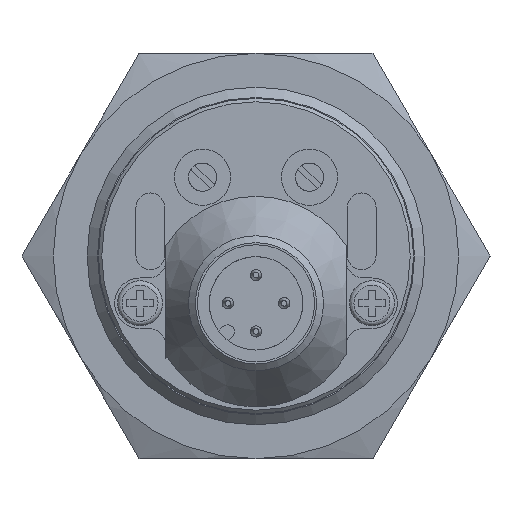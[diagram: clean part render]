
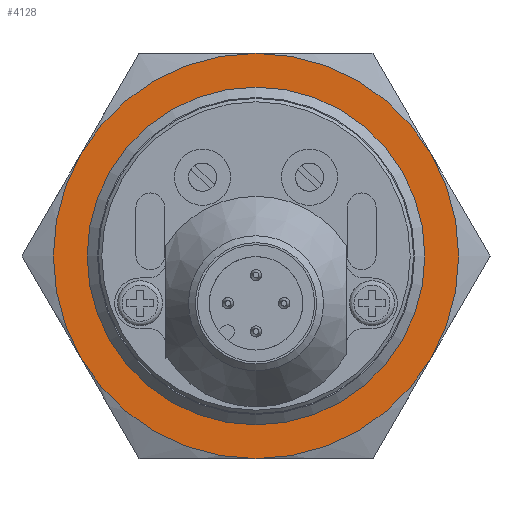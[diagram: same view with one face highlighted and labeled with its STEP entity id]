
A CAD part, left-side view. The second image highlights one B-rep face of the part: STEP entity #4128.
In plain terms, the highlighted face is planar.
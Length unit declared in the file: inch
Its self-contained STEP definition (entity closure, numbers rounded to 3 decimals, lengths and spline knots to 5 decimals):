
#76 = CIRCLE ( 'NONE', #1740, 0.70866 ) ;
#248 = DIRECTION ( 'NONE',  ( 0., 0., 1. ) ) ;
#631 = DIRECTION ( 'NONE',  ( 0., 1., 0. ) ) ;
#685 = AXIS2_PLACEMENT_3D ( 'NONE', #4130, #5247, #248 ) ;
#817 = EDGE_CURVE ( 'NONE', #5052, #1513, #5519, .T. ) ;
#878 = CARTESIAN_POINT ( 'NONE',  ( 0., 1.94882, 0. ) ) ;
#896 = FACE_OUTER_BOUND ( 'NONE', #3089, .T. ) ;
#1143 = DIRECTION ( 'NONE',  ( -1., 0., 0. ) ) ;
#1247 = EDGE_CURVE ( 'NONE', #6113, #1691, #6556, .T. ) ;
#1362 = CARTESIAN_POINT ( 'NONE',  ( -0.61372, 1.94882, 0.35433 ) ) ;
#1399 = AXIS2_PLACEMENT_3D ( 'NONE', #5120, #631, #5581 ) ;
#1513 = VERTEX_POINT ( 'NONE', #3387 ) ;
#1691 = VERTEX_POINT ( 'NONE', #6771 ) ;
#1740 = AXIS2_PLACEMENT_3D ( 'NONE', #6606, #6565, #5476 ) ;
#1784 = DIRECTION ( 'NONE',  ( 0., 0., -1. ) ) ;
#1903 = EDGE_LOOP ( 'NONE', ( #7205 ) ) ;
#2003 = FACE_BOUND ( 'NONE', #1903, .T. ) ;
#2184 = CIRCLE ( 'NONE', #5888, 0.59055 ) ;
#2203 = DIRECTION ( 'NONE',  ( 0., 1., 0. ) ) ;
#2345 = ORIENTED_EDGE ( 'NONE', *, *, #6704, .F. ) ;
#2374 = ORIENTED_EDGE ( 'NONE', *, *, #1247, .F. ) ;
#2390 = VERTEX_POINT ( 'NONE', #4600 ) ;
#2497 = DIRECTION ( 'NONE',  ( 0., 0., 1. ) ) ;
#2517 = CARTESIAN_POINT ( 'NONE',  ( 0., 1.94882, 0.70866 ) ) ;
#2532 = DIRECTION ( 'NONE',  ( 0., 1., 0. ) ) ;
#2565 = AXIS2_PLACEMENT_3D ( 'NONE', #2746, #2203, #3845 ) ;
#2676 = EDGE_CURVE ( 'NONE', #2390, #2390, #2184, .T. ) ;
#2733 = DIRECTION ( 'NONE',  ( 0., 1., 0. ) ) ;
#2746 = CARTESIAN_POINT ( 'NONE',  ( 0., 1.94882, 0. ) ) ;
#2775 = CARTESIAN_POINT ( 'NONE',  ( 0., 1.94882, -0.70866 ) ) ;
#2787 = DIRECTION ( 'NONE',  ( 0., 1., 0. ) ) ;
#2972 = EDGE_CURVE ( 'NONE', #3269, #6113, #76, .T. ) ;
#3015 = PLANE ( 'NONE',  #685 ) ;
#3089 = EDGE_LOOP ( 'NONE', ( #2374, #4424, #4332, #2345, #5095, #5169 ) ) ;
#3269 = VERTEX_POINT ( 'NONE', #2517 ) ;
#3284 = DIRECTION ( 'NONE',  ( 0., -1., 0. ) ) ;
#3360 = CARTESIAN_POINT ( 'NONE',  ( 0.61372, 1.94882, 0.35433 ) ) ;
#3387 = CARTESIAN_POINT ( 'NONE',  ( -0.61372, 1.94882, -0.35433 ) ) ;
#3829 = CARTESIAN_POINT ( 'NONE',  ( 0., 1.94882, 0. ) ) ;
#3845 = DIRECTION ( 'NONE',  ( 0., 0., 1. ) ) ;
#3943 = EDGE_CURVE ( 'NONE', #6804, #3269, #4984, .T. ) ;
#4128 = ADVANCED_FACE ( 'NONE', ( #896, #2003 ), #3015, .F. ) ;
#4130 = CARTESIAN_POINT ( 'NONE',  ( 0.70866, 1.94882, 0. ) ) ;
#4332 = ORIENTED_EDGE ( 'NONE', *, *, #3943, .F. ) ;
#4424 = ORIENTED_EDGE ( 'NONE', *, *, #2972, .F. ) ;
#4518 = CIRCLE ( 'NONE', #1399, 0.70866 ) ;
#4574 = EDGE_CURVE ( 'NONE', #1691, #5052, #4518, .T. ) ;
#4600 = CARTESIAN_POINT ( 'NONE',  ( 0., 1.94882, -0.59055 ) ) ;
#4741 = AXIS2_PLACEMENT_3D ( 'NONE', #7230, #2787, #1143 ) ;
#4800 = CARTESIAN_POINT ( 'NONE',  ( 0., 1.94882, 0. ) ) ;
#4984 = CIRCLE ( 'NONE', #2565, 0.70866 ) ;
#5052 = VERTEX_POINT ( 'NONE', #2775 ) ;
#5095 = ORIENTED_EDGE ( 'NONE', *, *, #817, .F. ) ;
#5120 = CARTESIAN_POINT ( 'NONE',  ( 0., 1.94882, 0. ) ) ;
#5169 = ORIENTED_EDGE ( 'NONE', *, *, #4574, .F. ) ;
#5247 = DIRECTION ( 'NONE',  ( 0., 1., 0. ) ) ;
#5294 = AXIS2_PLACEMENT_3D ( 'NONE', #878, #2532, #2497 ) ;
#5476 = DIRECTION ( 'NONE',  ( 0., 0., 1. ) ) ;
#5513 = AXIS2_PLACEMENT_3D ( 'NONE', #4800, #2733, #6519 ) ;
#5519 = CIRCLE ( 'NONE', #5294, 0.70866 ) ;
#5581 = DIRECTION ( 'NONE',  ( 0., 0., 1. ) ) ;
#5888 = AXIS2_PLACEMENT_3D ( 'NONE', #3829, #3284, #1784 ) ;
#6113 = VERTEX_POINT ( 'NONE', #3360 ) ;
#6519 = DIRECTION ( 'NONE',  ( -1., 0., 0. ) ) ;
#6556 = CIRCLE ( 'NONE', #5513, 0.70866 ) ;
#6565 = DIRECTION ( 'NONE',  ( 0., 1., 0. ) ) ;
#6606 = CARTESIAN_POINT ( 'NONE',  ( 0., 1.94882, 0. ) ) ;
#6704 = EDGE_CURVE ( 'NONE', #1513, #6804, #6853, .T. ) ;
#6771 = CARTESIAN_POINT ( 'NONE',  ( 0.61372, 1.94882, -0.35433 ) ) ;
#6804 = VERTEX_POINT ( 'NONE', #1362 ) ;
#6853 = CIRCLE ( 'NONE', #4741, 0.70866 ) ;
#7205 = ORIENTED_EDGE ( 'NONE', *, *, #2676, .F. ) ;
#7230 = CARTESIAN_POINT ( 'NONE',  ( 0., 1.94882, 0. ) ) ;
